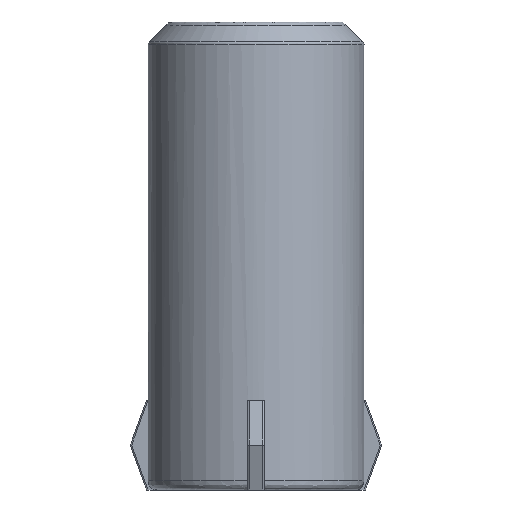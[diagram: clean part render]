
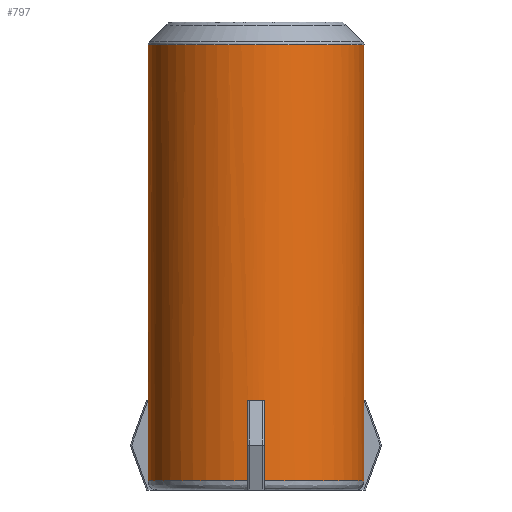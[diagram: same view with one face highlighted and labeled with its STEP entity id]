
A CAD part, front view. The second image highlights one B-rep face of the part: STEP entity #797.
In plain terms, the highlighted cylindrical face has radius 11.79 mm (diameter 23.58 mm), a full revolution.
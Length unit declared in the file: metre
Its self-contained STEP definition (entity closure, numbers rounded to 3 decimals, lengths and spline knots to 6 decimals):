
#22=B_SPLINE_CURVE_WITH_KNOTS('',3,(#1283,#1284,#1285,#1286,#1287,#1288,
#1289,#1290,#1291,#1292,#1293,#1294,#1295,#1296,#1297,#1298,#1299,#1300,
#1301),.UNSPECIFIED.,.T.,.F.,(1,1,1,1,1,1,1,1,1,1,1,1,1,1,1,1,1,1,1,1,1,
1,1),(-0.1875,-0.125,-0.0625,0.,0.0625,0.125,0.1875,0.25,0.3125,0.375,0.4375,
0.5,0.5625,0.625,0.6875,0.75,0.8125,0.875,0.9375,1.,1.0625,1.125,1.1875),
 .UNSPECIFIED.);
#23=B_SPLINE_CURVE_WITH_KNOTS('',3,(#1303,#1304,#1305,#1306,#1307),
 .UNSPECIFIED.,.F.,.F.,(4,1,4),(0.,0.5,1.),.UNSPECIFIED.);
#24=B_SPLINE_CURVE_WITH_KNOTS('',3,(#1312,#1313,#1314,#1315,#1316),
 .UNSPECIFIED.,.F.,.F.,(4,1,4),(0.,0.5,1.),.UNSPECIFIED.);
#25=B_SPLINE_CURVE_WITH_KNOTS('',3,(#1321,#1322,#1323,#1324,#1325),
 .UNSPECIFIED.,.F.,.F.,(4,1,4),(0.,0.5,1.),.UNSPECIFIED.);
#26=B_SPLINE_CURVE_WITH_KNOTS('',3,(#1330,#1331,#1332,#1333,#1334),
 .UNSPECIFIED.,.F.,.F.,(4,1,4),(0.,0.5,1.),.UNSPECIFIED.);
#55=CYLINDRICAL_SURFACE('',#883,0.01179);
#124=LINE('',#1263,#192);
#125=LINE('',#1265,#193);
#128=LINE('',#1281,#196);
#129=LINE('',#1309,#197);
#130=LINE('',#1310,#198);
#131=LINE('',#1318,#199);
#132=LINE('',#1319,#200);
#133=LINE('',#1327,#201);
#192=VECTOR('',#1042,1.);
#193=VECTOR('',#1045,1.);
#196=VECTOR('',#1050,1.);
#197=VECTOR('',#1053,1.);
#198=VECTOR('',#1054,1.);
#199=VECTOR('',#1055,1.);
#200=VECTOR('',#1056,1.);
#201=VECTOR('',#1057,1.);
#317=ORIENTED_EDGE('',*,*,#529,.T.);
#318=ORIENTED_EDGE('',*,*,#528,.T.);
#319=ORIENTED_EDGE('',*,*,#530,.T.);
#320=ORIENTED_EDGE('',*,*,#531,.F.);
#321=ORIENTED_EDGE('',*,*,#457,.T.);
#322=ORIENTED_EDGE('',*,*,#532,.T.);
#323=ORIENTED_EDGE('',*,*,#533,.T.);
#324=ORIENTED_EDGE('',*,*,#534,.F.);
#325=ORIENTED_EDGE('',*,*,#463,.T.);
#326=ORIENTED_EDGE('',*,*,#535,.T.);
#327=ORIENTED_EDGE('',*,*,#536,.T.);
#328=ORIENTED_EDGE('',*,*,#537,.F.);
#329=ORIENTED_EDGE('',*,*,#538,.T.);
#330=ORIENTED_EDGE('',*,*,#522,.T.);
#331=ORIENTED_EDGE('',*,*,#539,.T.);
#332=ORIENTED_EDGE('',*,*,#523,.F.);
#333=ORIENTED_EDGE('',*,*,#451,.T.);
#451=EDGE_CURVE('',#568,#569,#645,.T.);
#457=EDGE_CURVE('',#574,#575,#646,.T.);
#463=EDGE_CURVE('',#580,#581,#647,.T.);
#522=EDGE_CURVE('',#622,#624,#124,.T.);
#523=EDGE_CURVE('',#568,#625,#125,.T.);
#528=EDGE_CURVE('',#569,#628,#128,.T.);
#529=EDGE_CURVE('',#629,#629,#22,.T.);
#530=EDGE_CURVE('',#628,#630,#23,.T.);
#531=EDGE_CURVE('',#574,#630,#129,.T.);
#532=EDGE_CURVE('',#575,#631,#130,.T.);
#533=EDGE_CURVE('',#631,#632,#24,.T.);
#534=EDGE_CURVE('',#580,#632,#131,.T.);
#535=EDGE_CURVE('',#581,#633,#132,.T.);
#536=EDGE_CURVE('',#633,#634,#25,.T.);
#537=EDGE_CURVE('',#635,#634,#133,.T.);
#538=EDGE_CURVE('',#635,#622,#648,.T.);
#539=EDGE_CURVE('',#624,#625,#26,.T.);
#568=VERTEX_POINT('',#1114);
#569=VERTEX_POINT('',#1115);
#574=VERTEX_POINT('',#1127);
#575=VERTEX_POINT('',#1128);
#580=VERTEX_POINT('',#1140);
#581=VERTEX_POINT('',#1141);
#622=VERTEX_POINT('',#1255);
#624=VERTEX_POINT('',#1262);
#625=VERTEX_POINT('',#1266);
#628=VERTEX_POINT('',#1280);
#629=VERTEX_POINT('',#1302);
#630=VERTEX_POINT('',#1308);
#631=VERTEX_POINT('',#1311);
#632=VERTEX_POINT('',#1317);
#633=VERTEX_POINT('',#1320);
#634=VERTEX_POINT('',#1326);
#635=VERTEX_POINT('',#1328);
#645=CIRCLE('',#835,0.01179);
#646=CIRCLE('',#839,0.01179);
#647=CIRCLE('',#843,0.01179);
#648=CIRCLE('',#884,0.01179);
#672=EDGE_LOOP('',(#317));
#673=EDGE_LOOP('',(#318,#319,#320,#321,#322,#323,#324,#325,#326,#327,#328,
#329,#330,#331,#332,#333));
#724=FACE_BOUND('',#672,.T.);
#725=FACE_BOUND('',#673,.T.);
#797=ADVANCED_FACE('',(#724,#725),#55,.T.);
#835=AXIS2_PLACEMENT_3D('',#1113,#907,#908);
#839=AXIS2_PLACEMENT_3D('',#1126,#918,#919);
#843=AXIS2_PLACEMENT_3D('',#1139,#929,#930);
#883=AXIS2_PLACEMENT_3D('',#1282,#1051,#1052);
#884=AXIS2_PLACEMENT_3D('',#1329,#1058,#1059);
#907=DIRECTION('',(0.,0.,1.));
#908=DIRECTION('',(1.,0.,0.));
#918=DIRECTION('',(0.,0.,1.));
#919=DIRECTION('',(1.,0.,0.));
#929=DIRECTION('',(0.,0.,1.));
#930=DIRECTION('',(1.,0.,0.));
#1042=DIRECTION('',(0.,0.,-1.));
#1045=DIRECTION('',(0.,0.,-1.));
#1050=DIRECTION('',(0.,0.,-1.));
#1051=DIRECTION('',(0.,0.,-1.));
#1052=DIRECTION('',(-1.,0.,0.));
#1053=DIRECTION('',(0.,0.,-1.));
#1054=DIRECTION('',(0.,0.,-1.));
#1055=DIRECTION('',(0.,0.,-1.));
#1056=DIRECTION('',(0.,0.,-1.));
#1057=DIRECTION('',(0.,0.,-1.));
#1058=DIRECTION('',(0.,0.,1.));
#1059=DIRECTION('',(1.,0.,0.));
#1113=CARTESIAN_POINT('',(0.06963,-0.02296,0.0098));
#1114=CARTESIAN_POINT('',(0.070431,-0.011197,0.0098));
#1115=CARTESIAN_POINT('',(0.068631,-0.011213,0.0098));
#1126=CARTESIAN_POINT('',(0.06963,-0.02296,0.0098));
#1127=CARTESIAN_POINT('',(0.057875,-0.02206,0.0098));
#1128=CARTESIAN_POINT('',(0.057875,-0.02386,0.0098));
#1139=CARTESIAN_POINT('',(0.06963,-0.02296,0.0098));
#1140=CARTESIAN_POINT('',(0.06873,-0.034716,0.0098));
#1141=CARTESIAN_POINT('',(0.07053,-0.034716,0.0098));
#1255=CARTESIAN_POINT('',(0.081386,-0.02206,0.0098));
#1262=CARTESIAN_POINT('',(0.081386,-0.02206,0.001));
#1263=CARTESIAN_POINT('',(0.081386,-0.02206,0.0098));
#1265=CARTESIAN_POINT('',(0.070431,-0.011197,0.0098));
#1266=CARTESIAN_POINT('',(0.070431,-0.011198,0.001));
#1280=CARTESIAN_POINT('',(0.068631,-0.011213,0.001));
#1281=CARTESIAN_POINT('',(0.068631,-0.011213,0.0098));
#1282=CARTESIAN_POINT('',(0.06963,-0.02296,0.0098));
#1283=CARTESIAN_POINT('',(0.080806,-0.018331,0.048593));
#1284=CARTESIAN_POINT('',(0.081727,-0.02296,0.048593));
#1285=CARTESIAN_POINT('',(0.080806,-0.027589,0.048593));
#1286=CARTESIAN_POINT('',(0.078184,-0.031514,0.048593));
#1287=CARTESIAN_POINT('',(0.07426,-0.034136,0.048593));
#1288=CARTESIAN_POINT('',(0.06963,-0.035057,0.048593));
#1289=CARTESIAN_POINT('',(0.065001,-0.034136,0.048593));
#1290=CARTESIAN_POINT('',(0.061077,-0.031514,0.048593));
#1291=CARTESIAN_POINT('',(0.058454,-0.027589,0.048593));
#1292=CARTESIAN_POINT('',(0.057533,-0.02296,0.048593));
#1293=CARTESIAN_POINT('',(0.058454,-0.018331,0.048593));
#1294=CARTESIAN_POINT('',(0.061077,-0.014406,0.048593));
#1295=CARTESIAN_POINT('',(0.065001,-0.011784,0.048593));
#1296=CARTESIAN_POINT('',(0.06963,-0.010863,0.048593));
#1297=CARTESIAN_POINT('',(0.07426,-0.011784,0.048593));
#1298=CARTESIAN_POINT('',(0.078184,-0.014406,0.048593));
#1299=CARTESIAN_POINT('',(0.080806,-0.018331,0.048593));
#1300=CARTESIAN_POINT('',(0.081727,-0.02296,0.048593));
#1301=CARTESIAN_POINT('',(0.080806,-0.027589,0.048593));
#1302=CARTESIAN_POINT('',(0.08142,-0.02296,0.048593));
#1303=CARTESIAN_POINT('',(0.068631,-0.011213,0.001));
#1304=CARTESIAN_POINT('',(0.065871,-0.011447,0.001));
#1305=CARTESIAN_POINT('',(0.060538,-0.013944,0.001));
#1306=CARTESIAN_POINT('',(0.058086,-0.019299,0.001));
#1307=CARTESIAN_POINT('',(0.057875,-0.02206,0.001));
#1308=CARTESIAN_POINT('',(0.057875,-0.02206,0.001));
#1309=CARTESIAN_POINT('',(0.057875,-0.02206,0.0098));
#1310=CARTESIAN_POINT('',(0.057875,-0.02386,0.0098));
#1311=CARTESIAN_POINT('',(0.057875,-0.02386,0.001));
#1312=CARTESIAN_POINT('',(0.057875,-0.02386,0.001));
#1313=CARTESIAN_POINT('',(0.058087,-0.026638,0.001));
#1314=CARTESIAN_POINT('',(0.060567,-0.032023,0.001));
#1315=CARTESIAN_POINT('',(0.065952,-0.034503,0.001));
#1316=CARTESIAN_POINT('',(0.06873,-0.034716,0.001));
#1317=CARTESIAN_POINT('',(0.06873,-0.034716,0.001));
#1318=CARTESIAN_POINT('',(0.06873,-0.034716,0.0098));
#1319=CARTESIAN_POINT('',(0.07053,-0.034716,0.0098));
#1320=CARTESIAN_POINT('',(0.07053,-0.034716,0.001));
#1321=CARTESIAN_POINT('',(0.07053,-0.034716,0.001));
#1322=CARTESIAN_POINT('',(0.073309,-0.034503,0.001));
#1323=CARTESIAN_POINT('',(0.078693,-0.032023,0.001));
#1324=CARTESIAN_POINT('',(0.081173,-0.026638,0.001));
#1325=CARTESIAN_POINT('',(0.081386,-0.02386,0.001));
#1326=CARTESIAN_POINT('',(0.081386,-0.02386,0.001));
#1327=CARTESIAN_POINT('',(0.081386,-0.02386,0.0098));
#1328=CARTESIAN_POINT('',(0.081386,-0.02386,0.0098));
#1329=CARTESIAN_POINT('',(0.06963,-0.02296,0.0098));
#1330=CARTESIAN_POINT('',(0.081386,-0.02206,0.001));
#1331=CARTESIAN_POINT('',(0.081172,-0.019265,0.001));
#1332=CARTESIAN_POINT('',(0.078664,-0.01385,0.001));
#1333=CARTESIAN_POINT('',(0.073228,-0.011388,0.001));
#1334=CARTESIAN_POINT('',(0.070431,-0.011197,0.001));
